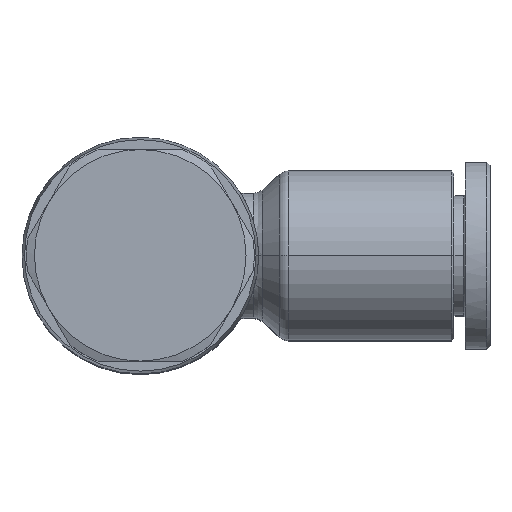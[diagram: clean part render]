
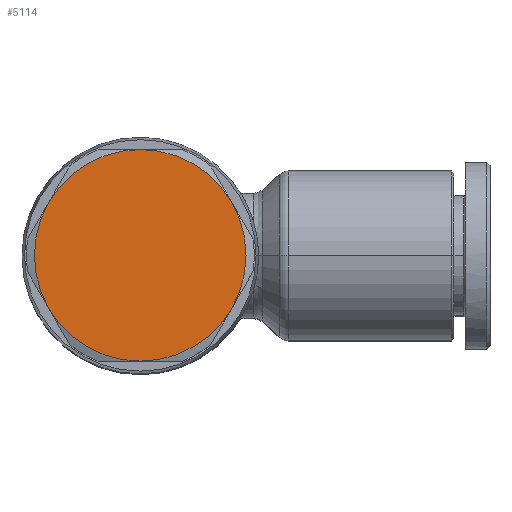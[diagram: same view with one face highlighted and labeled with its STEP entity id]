
A CAD part, top view. The second image highlights one B-rep face of the part: STEP entity #5114.
In plain terms, the highlighted planar face has unit normal (0, 0, 1).
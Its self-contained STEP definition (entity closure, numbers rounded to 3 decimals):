
#4484=CARTESIAN_POINT('',(4.5,-8.5,12.0));
#4485=VERTEX_POINT('',#4484);
#4508=CARTESIAN_POINT('',(11.861,-4.25,12.0));
#4509=VERTEX_POINT('',#4508);
#4523=CARTESIAN_POINT('',(4.5,0.,12.0));
#4524=DIRECTION('',(0.0,0.0,1.0));
#4525=DIRECTION('',(0.0,1.0,0.0));
#4526=AXIS2_PLACEMENT_3D('',#4523,#4524,#4525);
#4527=CIRCLE('',#4526,8.5);
#4528=EDGE_CURVE('',#4485,#4509,#4527,.T.);
#4538=CARTESIAN_POINT('',(11.861,4.25,12.0));
#4539=VERTEX_POINT('',#4538);
#4555=CARTESIAN_POINT('',(4.5,0.,12.0));
#4556=DIRECTION('',(0.0,0.0,1.0));
#4557=DIRECTION('',(0.0,1.0,0.0));
#4558=AXIS2_PLACEMENT_3D('',#4555,#4556,#4557);
#4559=CIRCLE('',#4558,8.5);
#4560=EDGE_CURVE('',#4509,#4539,#4559,.T.);
#4594=CARTESIAN_POINT('',(-2.861,-4.25,12.0));
#4595=VERTEX_POINT('',#4594);
#4631=CARTESIAN_POINT('',(4.5,0.,12.0));
#4632=DIRECTION('',(0.0,0.0,1.0));
#4633=DIRECTION('',(0.0,1.0,0.0));
#4634=AXIS2_PLACEMENT_3D('',#4631,#4632,#4633);
#4635=CIRCLE('',#4634,8.5);
#4636=EDGE_CURVE('',#4595,#4485,#4635,.T.);
#4648=CARTESIAN_POINT('',(-2.861,4.25,12.0));
#4649=VERTEX_POINT('',#4648);
#4685=CARTESIAN_POINT('',(4.5,0.,12.0));
#4686=DIRECTION('',(0.0,0.0,1.0));
#4687=DIRECTION('',(0.0,1.0,0.0));
#4688=AXIS2_PLACEMENT_3D('',#4685,#4686,#4687);
#4689=CIRCLE('',#4688,8.5);
#4690=EDGE_CURVE('',#4649,#4595,#4689,.T.);
#4700=CARTESIAN_POINT('',(4.5,8.5,12.0));
#4701=VERTEX_POINT('',#4700);
#4717=CARTESIAN_POINT('',(4.5,0.,12.0));
#4718=DIRECTION('',(0.0,0.0,1.0));
#4719=DIRECTION('',(0.0,1.0,0.0));
#4720=AXIS2_PLACEMENT_3D('',#4717,#4718,#4719);
#4721=CIRCLE('',#4720,8.5);
#4722=EDGE_CURVE('',#4539,#4701,#4721,.T.);
#4791=CARTESIAN_POINT('',(4.5,0.,12.0));
#4792=DIRECTION('',(0.0,0.0,1.0));
#4793=DIRECTION('',(0.0,1.0,0.0));
#4794=AXIS2_PLACEMENT_3D('',#4791,#4792,#4793);
#4795=CIRCLE('',#4794,8.5);
#4796=EDGE_CURVE('',#4701,#4649,#4795,.T.);
#5101=CARTESIAN_POINT('',(4.5,0.,12.0));
#5102=DIRECTION('',(0.0,0.0,-1.0));
#5103=DIRECTION('',(0.0,-1.0,0.0));
#5104=AXIS2_PLACEMENT_3D('',#5101,#5102,#5103);
#5105=PLANE('',#5104);
#5106=ORIENTED_EDGE('',*,*,#4560,.T.);
#5107=ORIENTED_EDGE('',*,*,#4722,.T.);
#5108=ORIENTED_EDGE('',*,*,#4796,.T.);
#5109=ORIENTED_EDGE('',*,*,#4690,.T.);
#5110=ORIENTED_EDGE('',*,*,#4636,.T.);
#5111=ORIENTED_EDGE('',*,*,#4528,.T.);
#5112=EDGE_LOOP('',(#5106,#5107,#5108,#5109,#5110,#5111));
#5113=FACE_OUTER_BOUND('',#5112,.T.);
#5114=ADVANCED_FACE('',(#5113),#5105,.F.);
